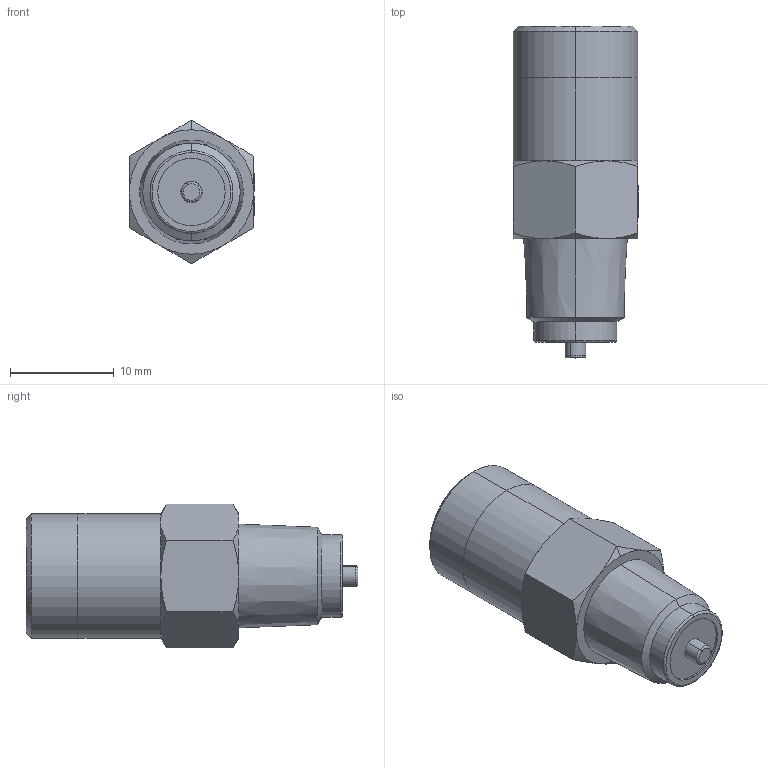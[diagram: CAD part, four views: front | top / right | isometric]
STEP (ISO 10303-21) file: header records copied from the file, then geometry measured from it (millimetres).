
FILE_DESCRIPTION (( 'STEP AP203' ), '1' );
FILE_NAME ('6001191.STEP', '2022-07-06T05:36:21', ( '' ), ( '' ), 'SwSTEP 2.0', 'SolidWorks 2016', '' );
FILE_SCHEMA (( 'CONFIG_CONTROL_DESIGN' ));
Length unit declared in the file: millimetre
Products named in the file (1): 6001191
Bounding box: 12.1 x 32 x 13.86 mm (x, y, z)
Volume: 2618.4 mm3; surface area: 3186.2 mm2
Topology: 9 solids, 9 shells, 122 faces, 248 edges, 149 vertices
Faces by surface type: cylinder 40, cone 32, plane 32, torus 10, bspline 8
Entity records: 4662 total; most frequent: CARTESIAN_POINT 2016, DIRECTION 563, ORIENTED_EDGE 496, EDGE_CURVE 248, AXIS2_PLACEMENT_3D 240, VERTEX_POINT 149, EDGE_LOOP 139, CIRCLE 125
